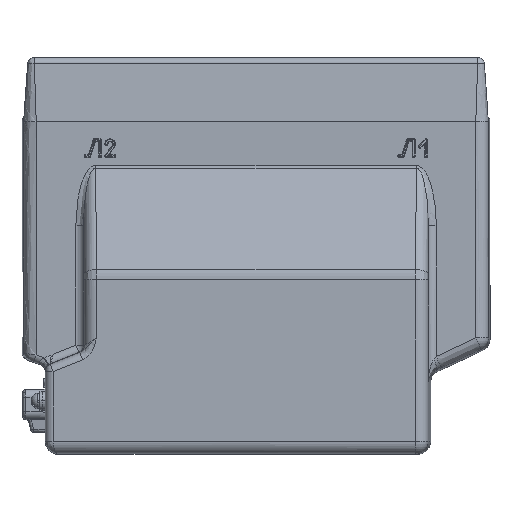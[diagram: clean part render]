
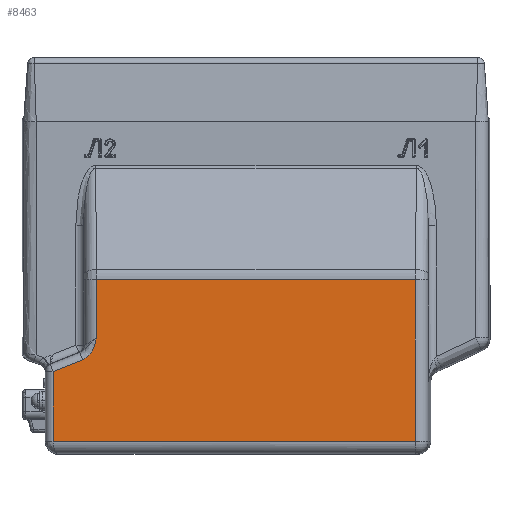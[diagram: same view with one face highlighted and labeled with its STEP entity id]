
A CAD part, top view. The second image highlights one B-rep face of the part: STEP entity #8463.
In plain terms, the highlighted planar face has unit normal (0, 0, 1).
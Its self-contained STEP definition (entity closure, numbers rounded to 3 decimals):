
#1418 = ORIENTED_EDGE ( 'NONE', *, *, #19094, .T. ) ;
#1420 = ORIENTED_EDGE ( 'NONE', *, *, #19089, .T. ) ;
#1421 = ORIENTED_EDGE ( 'NONE', *, *, #19087, .T. ) ;
#1423 = ORIENTED_EDGE ( 'NONE', *, *, #19083, .T. ) ;
#1424 = ORIENTED_EDGE ( 'NONE', *, *, #19086, .T. ) ;
#1425 = ORIENTED_EDGE ( 'NONE', *, *, #19014, .T. ) ;
#1426 = ORIENTED_EDGE ( 'NONE', *, *, #9608, .T. ) ;
#5856 = CARTESIAN_POINT ( 'NONE',  ( 260., 8., 74. ) ) ;
#5862 = DIRECTION ( 'NONE',  ( 1., 0., 0. ) ) ;
#5942 = CARTESIAN_POINT ( 'NONE',  ( 20., 8., 74. ) ) ;
#5943 = CARTESIAN_POINT ( 'NONE',  ( 252.207, 8., 74. ) ) ;
#6018 = CARTESIAN_POINT ( 'NONE',  ( 20., 52.754, 74. ) ) ;
#6062 = CARTESIAN_POINT ( 'NONE',  ( 38.922, 60.323, 74. ) ) ;
#6064 = CARTESIAN_POINT ( 'NONE',  ( 47.793, 111.621, 74. ) ) ;
#6065 = CARTESIAN_POINT ( 'NONE',  ( 252.207, 111.621, 74. ) ) ;
#6345 = CARTESIAN_POINT ( 'NONE',  ( 47.793, 74.363, 74. ) ) ;
#7137 = B_SPLINE_CURVE_WITH_KNOTS ( 'NONE', 3,
 ( #9479, #9486, #9487, #9488, #9489, #9490, #9491, #9492, #9493, #9494, #9495, #9496, #9497, #9498, #9499, #9500, #9501, #9502 ),
 .UNSPECIFIED., .F., .F.,
 ( 4, 2, 2, 2, 2, 2, 2, 2, 4 ),
 ( 0., 0.002, 0.004, 0.009, 0.011, 0.013, 0.014, 0.015, 0.017 ),
 .UNSPECIFIED. ) ;
#8463 = ADVANCED_FACE ( 'NONE', ( #35130 ), #43248, .T. ) ;
#9168 = CARTESIAN_POINT ( 'NONE',  ( 20., 8., 74. ) ) ;
#9174 = DIRECTION ( 'NONE',  ( 0., -1., 0. ) ) ;
#9479 = CARTESIAN_POINT ( 'NONE',  ( 47.793, 74.363, 74. ) ) ;
#9485 = CARTESIAN_POINT ( 'NONE',  ( 16.809, 51.478, 74. ) ) ;
#9486 = CARTESIAN_POINT ( 'NONE',  ( 47.622, 73.661, 74. ) ) ;
#9487 = CARTESIAN_POINT ( 'NONE',  ( 47.45, 72.958, 74. ) ) ;
#9488 = CARTESIAN_POINT ( 'NONE',  ( 47.088, 71.558, 74. ) ) ;
#9489 = CARTESIAN_POINT ( 'NONE',  ( 46.897, 70.86, 74. ) ) ;
#9490 = CARTESIAN_POINT ( 'NONE',  ( 46.269, 68.789, 74. ) ) ;
#9491 = CARTESIAN_POINT ( 'NONE',  ( 45.774, 67.439, 74. ) ) ;
#9492 = CARTESIAN_POINT ( 'NONE',  ( 44.767, 65.52, 74. ) ) ;
#9493 = CARTESIAN_POINT ( 'NONE',  ( 44.384, 64.896, 74. ) ) ;
#9494 = CARTESIAN_POINT ( 'NONE',  ( 43.531, 63.729, 74. ) ) ;
#9495 = CARTESIAN_POINT ( 'NONE',  ( 43.059, 63.182, 74. ) ) ;
#9496 = CARTESIAN_POINT ( 'NONE',  ( 42.276, 62.426, 74. ) ) ;
#9497 = CARTESIAN_POINT ( 'NONE',  ( 42.001, 62.184, 74. ) ) ;
#9498 = CARTESIAN_POINT ( 'NONE',  ( 41.435, 61.732, 74. ) ) ;
#9499 = CARTESIAN_POINT ( 'NONE',  ( 41.143, 61.52, 74. ) ) ;
#9500 = CARTESIAN_POINT ( 'NONE',  ( 40.239, 60.929, 74. ) ) ;
#9501 = CARTESIAN_POINT ( 'NONE',  ( 39.6, 60.594, 74. ) ) ;
#9502 = CARTESIAN_POINT ( 'NONE',  ( 38.922, 60.323, 74. ) ) ;
#9510 = DIRECTION ( 'NONE',  ( -0.928, -0.371, 0. ) ) ;
#9511 = CARTESIAN_POINT ( 'NONE',  ( 47.793, 66., 74. ) ) ;
#9512 = DIRECTION ( 'NONE',  ( 0., -1., 0. ) ) ;
#9516 = CARTESIAN_POINT ( 'NONE',  ( 23., 111.621, 74. ) ) ;
#9517 = DIRECTION ( 'NONE',  ( -1., 0., 0. ) ) ;
#9531 = CARTESIAN_POINT ( 'NONE',  ( 252.207, 115., 74. ) ) ;
#9533 = DIRECTION ( 'NONE',  ( 0., 1., 0. ) ) ;
#9608 = EDGE_CURVE ( 'NONE', #18020, #18021, #50099, .T. ) ;
#10445 = VECTOR ( 'NONE', #9174, 1000. ) ;
#10448 = LINE ( 'NONE', #9168, #10445 ) ;
#10502 = VECTOR ( 'NONE', #9517, 1000. ) ;
#10503 = VECTOR ( 'NONE', #9510, 1000. ) ;
#10504 = LINE ( 'NONE', #9516, #10502 ) ;
#10505 = LINE ( 'NONE', #9485, #10503 ) ;
#10507 = LINE ( 'NONE', #9511, #10508 ) ;
#10508 = VECTOR ( 'NONE', #9512, 1000. ) ;
#10517 = LINE ( 'NONE', #9531, #10518 ) ;
#10518 = VECTOR ( 'NONE', #9533, 1000. ) ;
#18020 = VERTEX_POINT ( 'NONE', #5942 ) ;
#18021 = VERTEX_POINT ( 'NONE', #5943 ) ;
#18096 = VERTEX_POINT ( 'NONE', #6018 ) ;
#18141 = VERTEX_POINT ( 'NONE', #6062 ) ;
#18143 = VERTEX_POINT ( 'NONE', #6064 ) ;
#18144 = VERTEX_POINT ( 'NONE', #6065 ) ;
#18424 = VERTEX_POINT ( 'NONE', #6345 ) ;
#19014 = EDGE_CURVE ( 'NONE', #18096, #18020, #10448, .T. ) ;
#19083 = EDGE_CURVE ( 'NONE', #18424, #18141, #7137, .T. ) ;
#19086 = EDGE_CURVE ( 'NONE', #18141, #18096, #10505, .T. ) ;
#19087 = EDGE_CURVE ( 'NONE', #18143, #18424, #10507, .T. ) ;
#19089 = EDGE_CURVE ( 'NONE', #18144, #18143, #10504, .T. ) ;
#19094 = EDGE_CURVE ( 'NONE', #18021, #18144, #10517, .T. ) ;
#19434 = EDGE_LOOP ( 'NONE', ( #1418, #1420, #1421, #1423, #1424, #1425, #1426 ) ) ;
#35130 = FACE_OUTER_BOUND ( 'NONE', #19434, .T. ) ;
#37795 = AXIS2_PLACEMENT_3D ( 'NONE', #43245, #43251, #43252 ) ;
#43245 = CARTESIAN_POINT ( 'NONE',  ( 23., 8., 74. ) ) ;
#43248 = PLANE ( 'NONE',  #37795 ) ;
#43251 = DIRECTION ( 'NONE',  ( 0., 0., 1. ) ) ;
#43252 = DIRECTION ( 'NONE',  ( 1., 0., 0. ) ) ;
#50096 = VECTOR ( 'NONE', #5862, 1000. ) ;
#50099 = LINE ( 'NONE', #5856, #50096 ) ;
